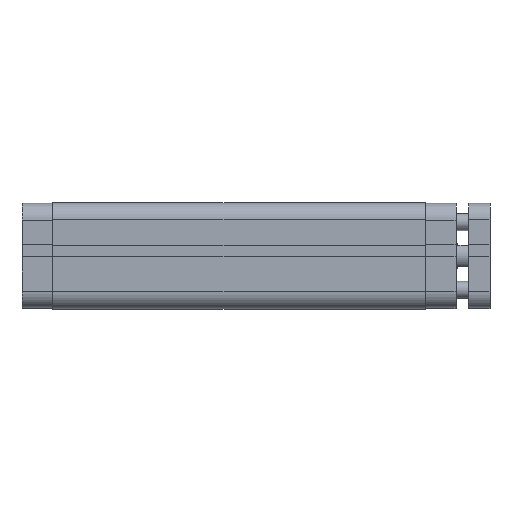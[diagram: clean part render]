
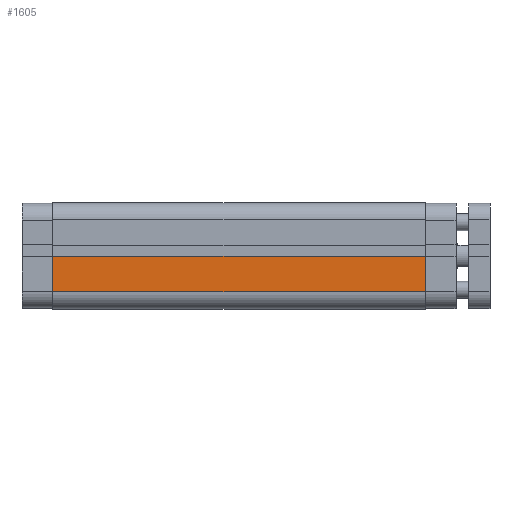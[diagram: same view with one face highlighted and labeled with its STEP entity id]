
A CAD part, top view. The second image highlights one B-rep face of the part: STEP entity #1605.
In plain terms, the highlighted face is planar.
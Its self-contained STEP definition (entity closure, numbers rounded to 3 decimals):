
#205 = ORIENTED_EDGE ( 'NONE', *, *, #2231, .T. ) ;
#206 = ORIENTED_EDGE ( 'NONE', *, *, #2232, .F. ) ;
#207 = ORIENTED_EDGE ( 'NONE', *, *, #2239, .F. ) ;
#208 = ORIENTED_EDGE ( 'NONE', *, *, #2235, .T. ) ;
#1218 = EDGE_LOOP ( 'NONE', ( #205, #206, #207, #208 ) ) ;
#1605 = ADVANCED_FACE ( 'NONE', ( #4960 ), #3396, .F. ) ;
#2231 = EDGE_CURVE ( 'NONE', #4085, #4087, #7519, .T. ) ;
#2232 = EDGE_CURVE ( 'NONE', #4088, #4087, #7514, .T. ) ;
#2235 = EDGE_CURVE ( 'NONE', #4086, #4085, #7527, .T. ) ;
#2239 = EDGE_CURVE ( 'NONE', #4086, #4088, #7530, .T. ) ;
#2560 = AXIS2_PLACEMENT_3D ( 'NONE', #3399, #3405, #3406 ) ;
#3396 = PLANE ( 'NONE',  #2560 ) ;
#3399 = CARTESIAN_POINT ( 'NONE',  ( 0., -25., 175.5 ) ) ;
#3405 = DIRECTION ( 'NONE',  ( 0., 1., 0. ) ) ;
#3406 = DIRECTION ( 'NONE',  ( -1., 0., 0. ) ) ;
#4085 = VERTEX_POINT ( 'NONE', #8195 ) ;
#4086 = VERTEX_POINT ( 'NONE', #8196 ) ;
#4087 = VERTEX_POINT ( 'NONE', #8197 ) ;
#4088 = VERTEX_POINT ( 'NONE', #8198 ) ;
#4960 = FACE_OUTER_BOUND ( 'NONE', #1218, .T. ) ;
#7514 = LINE ( 'NONE', #7763, #7521 ) ;
#7519 = LINE ( 'NONE', #7766, #7520 ) ;
#7520 = VECTOR ( 'NONE', #7767, 1000. ) ;
#7521 = VECTOR ( 'NONE', #7769, 1000. ) ;
#7527 = LINE ( 'NONE', #7774, #7528 ) ;
#7528 = VECTOR ( 'NONE', #7775, 1000. ) ;
#7530 = LINE ( 'NONE', #7765, #7534 ) ;
#7534 = VECTOR ( 'NONE', #7783, 1000. ) ;
#7763 = CARTESIAN_POINT ( 'NONE',  ( 17., -25., 175.5 ) ) ;
#7765 = CARTESIAN_POINT ( 'NONE',  ( 0., -25., 175.5 ) ) ;
#7766 = CARTESIAN_POINT ( 'NONE',  ( 0., -25., 0. ) ) ;
#7767 = DIRECTION ( 'NONE',  ( 1., 0., 0. ) ) ;
#7769 = DIRECTION ( 'NONE',  ( 0., 0., -1. ) ) ;
#7774 = CARTESIAN_POINT ( 'NONE',  ( 0.1, -25., 175.5 ) ) ;
#7775 = DIRECTION ( 'NONE',  ( 0., 0., -1. ) ) ;
#7783 = DIRECTION ( 'NONE',  ( 1., 0., 0. ) ) ;
#8195 = CARTESIAN_POINT ( 'NONE',  ( 0.1, -25., 0. ) ) ;
#8196 = CARTESIAN_POINT ( 'NONE',  ( 0.1, -25., 175.5 ) ) ;
#8197 = CARTESIAN_POINT ( 'NONE',  ( 17., -25., 0. ) ) ;
#8198 = CARTESIAN_POINT ( 'NONE',  ( 17., -25., 175.5 ) ) ;
